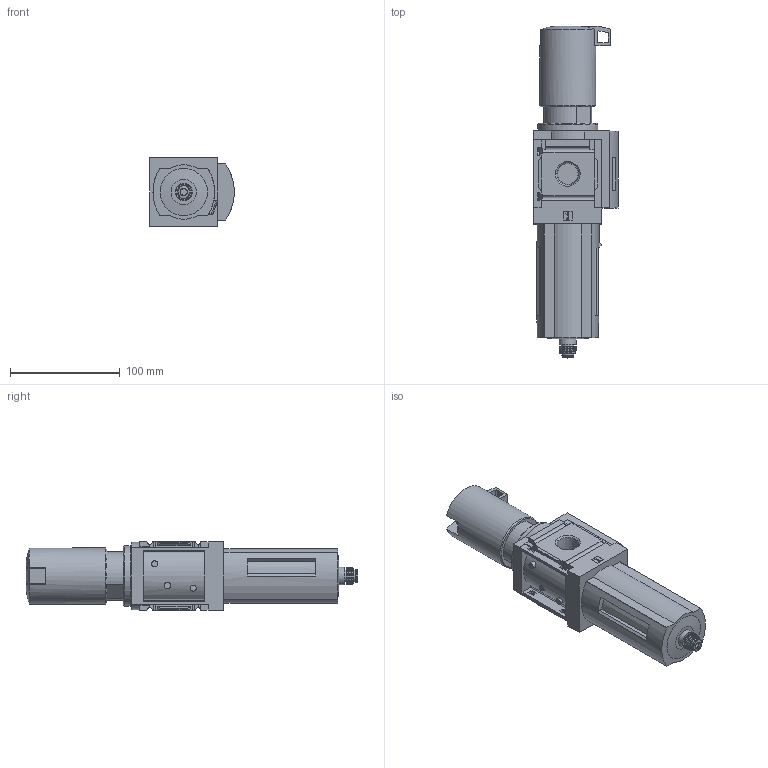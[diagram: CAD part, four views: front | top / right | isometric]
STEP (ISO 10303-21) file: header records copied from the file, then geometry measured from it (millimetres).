
FILE_DESCRIPTION(/* description */ ('STEP AP214'),/* implementation_level */ '2;1');
FILE_NAME(/* name */ '531276_MS6N-LFR-1_2-D7-ERV-AS',/* time_stamp */ '2024-09-11T14:45:35+02:00',/* author */ ('License CC BY-ND 4.0'),/* organization */ ('CADENAS'),/* preprocessor_version */ 'ST-DEVELOPER v19.3',/* originating_system */ 'PARTsolutions',/* authorisation */ ' ');
FILE_SCHEMA (('AUTOMOTIVE_DESIGN {1 0 10303 214 3 1 1}'));
Length unit declared in the file: millimetre
Products named in the file (4): 531276 MS6N-LFR-1/2-D7-ERV-AS; 527667 MS6N-LFR-1/2-D7-E-R-V-AS 0D; KOND MS6-1-3; 651849 MS-LR-20
Assembly tree (3 placements, depth 2):
  531276 MS6N-LFR-1/2-D7-ERV-AS
    527667 MS6N-LFR-1/2-D7-E-R-V-AS 0D
    KOND MS6-1-3
    651849 MS-LR-20
Bounding box: 77 x 301.86 x 62 mm (x, y, z)
Volume: 749144.5 mm3; surface area: 82281.8 mm2
Topology: 3 solids, 3 shells, 303 faces, 791 edges, 517 vertices
Faces by surface type: plane 202, cylinder 62, torus 23, cone 15, sphere 1
Full cylindrical faces by diameter (mm): 5.5 x2, 6 x1, 11 x1, 11.4 x1, 11.6 x1, 11.8 x1, 15.8 x1, 42.917 x1, 51 x1, 55 x1
Entity records: 11247 total; most frequent: CARTESIAN_POINT 1689, DIRECTION 1515, ORIENTED_EDGE 1494, EDGE_CURVE 747, LINE 533, VECTOR 533, VERTEX_POINT 513, AXIS2_PLACEMENT_3D 491
